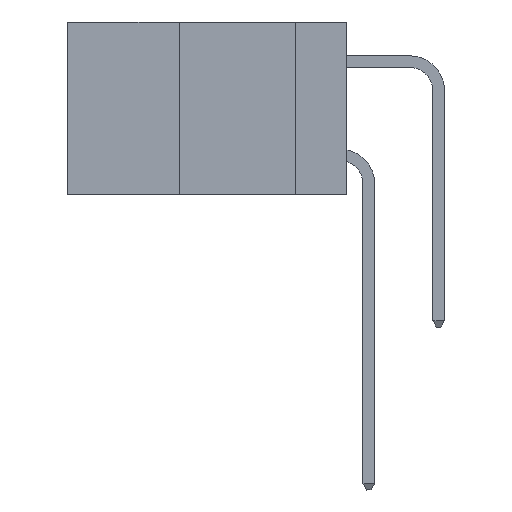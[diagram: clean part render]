
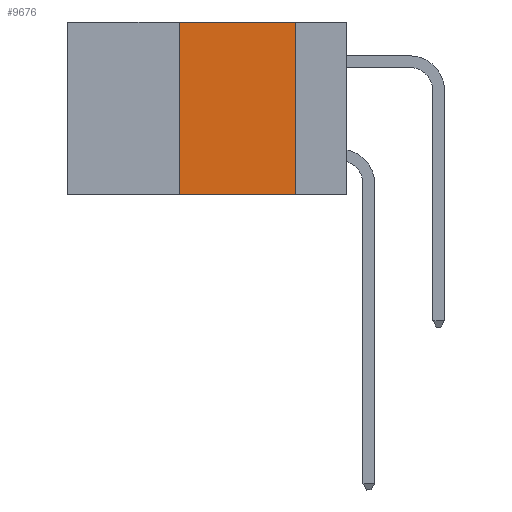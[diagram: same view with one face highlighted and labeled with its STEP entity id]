
A CAD part, left-side view. The second image highlights one B-rep face of the part: STEP entity #9676.
In plain terms, the highlighted planar face has unit normal (-1, 0, 0).
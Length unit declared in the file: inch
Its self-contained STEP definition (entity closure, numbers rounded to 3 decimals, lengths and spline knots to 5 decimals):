
#116 = CARTESIAN_POINT ( 'NONE',  ( 0., 0.36, -0.37 ) ) ;
#170 = DIRECTION ( 'NONE',  ( 0., 0., 1. ) ) ;
#658 = DIRECTION ( 'NONE',  ( 0., -1., 0. ) ) ;
#951 = LINE ( 'NONE', #19352, #8187 ) ;
#1056 = EDGE_CURVE ( 'NONE', #11786, #23904, #23173, .T. ) ;
#4693 = EDGE_CURVE ( 'NONE', #4839, #11251, #18156, .T. ) ;
#4839 = VERTEX_POINT ( 'NONE', #116 ) ;
#5088 = PLANE ( 'NONE',  #13981 ) ;
#7342 = CARTESIAN_POINT ( 'NONE',  ( 0., 0.11, 0. ) ) ;
#8187 = VECTOR ( 'NONE', #170, 39.37008 ) ;
#9215 = CARTESIAN_POINT ( 'NONE',  ( 0., 0.6, -0.37 ) ) ;
#9676 = ADVANCED_FACE ( 'NONE', ( #22196 ), #5088, .F. ) ;
#11212 = DIRECTION ( 'NONE',  ( 0., -1., 0. ) ) ;
#11251 = VERTEX_POINT ( 'NONE', #19122 ) ;
#11671 = DIRECTION ( 'NONE',  ( 0., 0., -1. ) ) ;
#11786 = VERTEX_POINT ( 'NONE', #16784 ) ;
#11860 = CARTESIAN_POINT ( 'NONE',  ( 0., 0.6, 0. ) ) ;
#11962 = ORIENTED_EDGE ( 'NONE', *, *, #21403, .F. ) ;
#12472 = VECTOR ( 'NONE', #11212, 39.37008 ) ;
#13021 = EDGE_CURVE ( 'NONE', #23904, #11251, #19752, .T. ) ;
#13649 = ORIENTED_EDGE ( 'NONE', *, *, #4693, .T. ) ;
#13981 = AXIS2_PLACEMENT_3D ( 'NONE', #18537, #22308, #24157 ) ;
#14163 = VECTOR ( 'NONE', #658, 39.37008 ) ;
#14540 = EDGE_LOOP ( 'NONE', ( #22873, #24165, #11962, #13649 ) ) ;
#15514 = VECTOR ( 'NONE', #11671, 39.37008 ) ;
#16784 = CARTESIAN_POINT ( 'NONE',  ( 0., 0.36, 0. ) ) ;
#18156 = LINE ( 'NONE', #9215, #12472 ) ;
#18537 = CARTESIAN_POINT ( 'NONE',  ( 0., 0.6, 0. ) ) ;
#19122 = CARTESIAN_POINT ( 'NONE',  ( 0., 0.11, -0.37 ) ) ;
#19352 = CARTESIAN_POINT ( 'NONE',  ( 0., 0.36, 0. ) ) ;
#19752 = LINE ( 'NONE', #23054, #15514 ) ;
#21403 = EDGE_CURVE ( 'NONE', #4839, #11786, #951, .T. ) ;
#22196 = FACE_OUTER_BOUND ( 'NONE', #14540, .T. ) ;
#22308 = DIRECTION ( 'NONE',  ( 1., 0., 0. ) ) ;
#22873 = ORIENTED_EDGE ( 'NONE', *, *, #13021, .F. ) ;
#23054 = CARTESIAN_POINT ( 'NONE',  ( 0., 0.11, 0. ) ) ;
#23173 = LINE ( 'NONE', #11860, #14163 ) ;
#23904 = VERTEX_POINT ( 'NONE', #7342 ) ;
#24157 = DIRECTION ( 'NONE',  ( 0., 0., -1. ) ) ;
#24165 = ORIENTED_EDGE ( 'NONE', *, *, #1056, .F. ) ;
